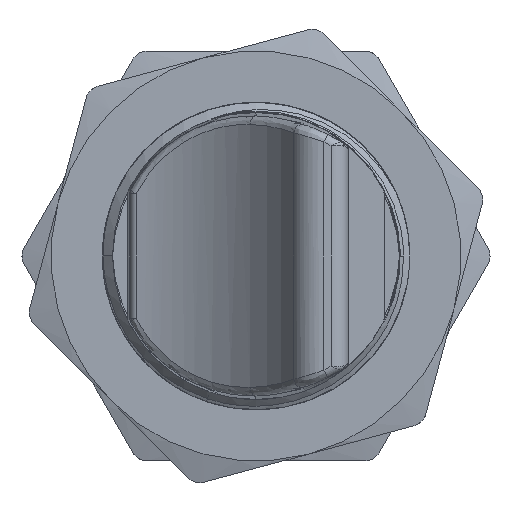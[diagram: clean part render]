
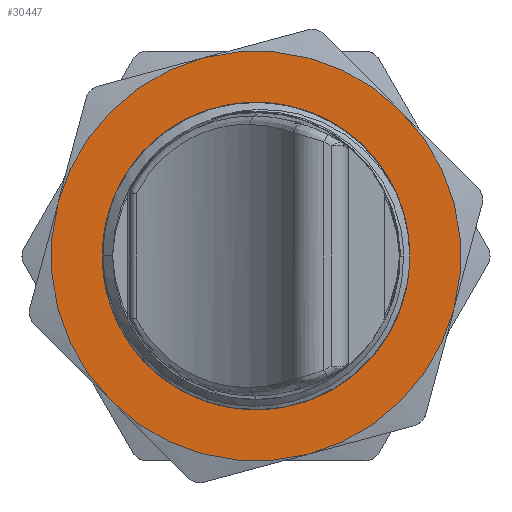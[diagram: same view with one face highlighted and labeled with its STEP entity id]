
A CAD part, left-side view. The second image highlights one B-rep face of the part: STEP entity #30447.
In plain terms, the highlighted face is planar.
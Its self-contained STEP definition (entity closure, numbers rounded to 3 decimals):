
#29820=CARTESIAN_POINT('',(0.,4.,0.));
#29821=DIRECTION('',(0.,-1.,0.));
#29822=DIRECTION('',(-0.866,0.,0.5));
#29823=AXIS2_PLACEMENT_3D('',#29820,#29821,#29822);
#29825=CARTESIAN_POINT('',(0.,4.,0.));
#29826=DIRECTION('',(0.,-1.,0.));
#29827=DIRECTION('',(-1.,0.,0.));
#29828=AXIS2_PLACEMENT_3D('',#29825,#29826,#29827);
#29830=CARTESIAN_POINT('',(0.,4.,0.));
#29831=DIRECTION('',(0.,-1.,0.));
#29832=DIRECTION('',(-0.866,0.,-0.5));
#29833=AXIS2_PLACEMENT_3D('',#29830,#29831,#29832);
#29835=CARTESIAN_POINT('',(0.,4.,0.));
#29836=DIRECTION('',(0.,-1.,0.));
#29837=DIRECTION('',(0.,0.,-1.));
#29838=AXIS2_PLACEMENT_3D('',#29835,#29836,#29837);
#29840=CARTESIAN_POINT('',(0.,4.,0.));
#29841=DIRECTION('',(0.,-1.,0.));
#29842=DIRECTION('',(0.866,0.,-0.5));
#29843=AXIS2_PLACEMENT_3D('',#29840,#29841,#29842);
#29845=CARTESIAN_POINT('',(0.,4.,0.));
#29846=DIRECTION('',(0.,-1.,0.));
#29847=DIRECTION('',(1.,0.,0.));
#29848=AXIS2_PLACEMENT_3D('',#29845,#29846,#29847);
#29850=CARTESIAN_POINT('',(0.,4.,0.));
#29851=DIRECTION('',(0.,-1.,0.));
#29852=DIRECTION('',(0.866,0.,0.5));
#29853=AXIS2_PLACEMENT_3D('',#29850,#29851,#29852);
#29855=CARTESIAN_POINT('',(0.,4.,0.));
#29856=DIRECTION('',(0.,-1.,0.));
#29857=DIRECTION('',(0.,0.,1.));
#29858=AXIS2_PLACEMENT_3D('',#29855,#29856,#29857);
#29860=CARTESIAN_POINT('',(0.,4.,0.));
#29861=DIRECTION('',(0.,1.,0.));
#29862=DIRECTION('',(1.,0.,0.));
#29863=AXIS2_PLACEMENT_3D('',#29860,#29861,#29862);
#29865=CARTESIAN_POINT('',(0.,4.,0.));
#29866=DIRECTION('',(0.,1.,0.));
#29867=DIRECTION('',(-1.,0.,0.));
#29868=AXIS2_PLACEMENT_3D('',#29865,#29866,#29867);
#30303=CARTESIAN_POINT('',(9.,4.,0.));
#30304=CARTESIAN_POINT('',(-9.,4.,0.));
#30305=VERTEX_POINT('',#30303);
#30306=VERTEX_POINT('',#30304);
#30307=CARTESIAN_POINT('',(-10.392,4.,
6.));
#30308=CARTESIAN_POINT('',(-12.,4.,0.));
#30309=VERTEX_POINT('',#30307);
#30310=VERTEX_POINT('',#30308);
#30311=CARTESIAN_POINT('',(-10.392,4.,
-6.));
#30312=VERTEX_POINT('',#30311);
#30313=CARTESIAN_POINT('',(0.,4.,-12.));
#30314=VERTEX_POINT('',#30313);
#30315=CARTESIAN_POINT('',(10.392,4.,-6.));
#30316=VERTEX_POINT('',#30315);
#30317=CARTESIAN_POINT('',(12.,4.,0.));
#30318=VERTEX_POINT('',#30317);
#30319=CARTESIAN_POINT('',(10.392,4.,6.));
#30320=VERTEX_POINT('',#30319);
#30321=CARTESIAN_POINT('',(0.,4.,12.));
#30322=VERTEX_POINT('',#30321);
#30419=CARTESIAN_POINT('',(0.,4.,0.));
#30420=DIRECTION('',(0.,1.,0.));
#30421=DIRECTION('',(1.,0.,0.));
#30422=AXIS2_PLACEMENT_3D('',#30419,#30420,#30421);
#30423=PLANE('',#30422);
#30425=ORIENTED_EDGE('',*,*,#30424,.T.);
#30427=ORIENTED_EDGE('',*,*,#30426,.T.);
#30429=ORIENTED_EDGE('',*,*,#30428,.T.);
#30431=ORIENTED_EDGE('',*,*,#30430,.T.);
#30433=ORIENTED_EDGE('',*,*,#30432,.T.);
#30435=ORIENTED_EDGE('',*,*,#30434,.T.);
#30437=ORIENTED_EDGE('',*,*,#30436,.T.);
#30439=ORIENTED_EDGE('',*,*,#30438,.T.);
#30440=EDGE_LOOP('',(#30425,#30427,#30429,#30431,#30433,#30435,#30437,#30439));
#30441=FACE_OUTER_BOUND('',#30440,.F.);
#30442=ORIENTED_EDGE('',*,*,#30409,.T.);
#30444=ORIENTED_EDGE('',*,*,#30443,.T.);
#30445=EDGE_LOOP('',(#30442,#30444));
#30446=FACE_BOUND('',#30445,.F.);
#30447=ADVANCED_FACE('',(#30441,#30446),#30423,.T.);
#29824=CIRCLE('',#29823,12.);
#29829=CIRCLE('',#29828,12.);
#29834=CIRCLE('',#29833,12.);
#29839=CIRCLE('',#29838,12.);
#29844=CIRCLE('',#29843,12.);
#29849=CIRCLE('',#29848,12.);
#29854=CIRCLE('',#29853,12.);
#29859=CIRCLE('',#29858,12.);
#29864=CIRCLE('',#29863,9.);
#29869=CIRCLE('',#29868,9.);
#30409=EDGE_CURVE('',#30305,#30306,#29864,.T.);
#30424=EDGE_CURVE('',#30309,#30310,#29824,.T.);
#30426=EDGE_CURVE('',#30310,#30312,#29829,.T.);
#30428=EDGE_CURVE('',#30312,#30314,#29834,.T.);
#30430=EDGE_CURVE('',#30314,#30316,#29839,.T.);
#30432=EDGE_CURVE('',#30316,#30318,#29844,.T.);
#30434=EDGE_CURVE('',#30318,#30320,#29849,.T.);
#30436=EDGE_CURVE('',#30320,#30322,#29854,.T.);
#30438=EDGE_CURVE('',#30322,#30309,#29859,.T.);
#30443=EDGE_CURVE('',#30306,#30305,#29869,.T.);
